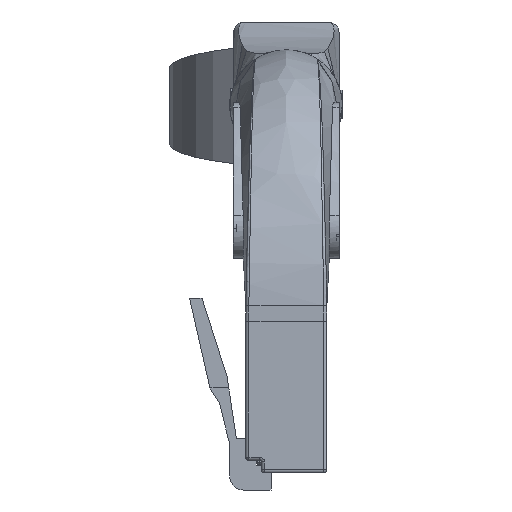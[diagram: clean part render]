
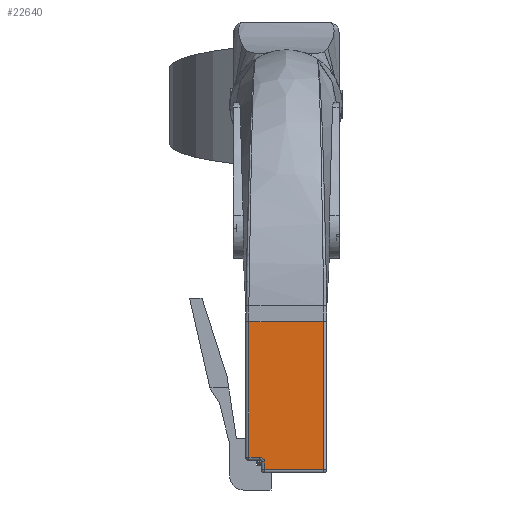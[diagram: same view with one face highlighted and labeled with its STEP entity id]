
A CAD part, left-side view. The second image highlights one B-rep face of the part: STEP entity #22640.
In plain terms, the highlighted face is planar.
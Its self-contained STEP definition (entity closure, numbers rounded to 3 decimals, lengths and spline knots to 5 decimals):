
#2088 = AXIS2_PLACEMENT_3D ( 'NONE', #18320, #18317, #18324 ) ;
#2387 = VERTEX_POINT ( 'NONE', #4836 ) ;
#2430 = VERTEX_POINT ( 'NONE', #4845 ) ;
#2476 = VERTEX_POINT ( 'NONE', #6415 ) ;
#2546 = VERTEX_POINT ( 'NONE', #6443 ) ;
#2548 = VERTEX_POINT ( 'NONE', #6445 ) ;
#2567 = VERTEX_POINT ( 'NONE', #6461 ) ;
#4056 = FACE_OUTER_BOUND ( 'NONE', #26859, .T. ) ;
#4836 = CARTESIAN_POINT ( 'NONE',  ( 0.23, 0.07, -0.01 ) ) ;
#4845 = CARTESIAN_POINT ( 'NONE',  ( 0.23, -0.12, -0.01 ) ) ;
#6415 = CARTESIAN_POINT ( 'NONE',  ( 0.23, 0.085, -0.05 ) ) ;
#6443 = CARTESIAN_POINT ( 'NONE',  ( 0.23, 0.12, -0.485 ) ) ;
#6445 = CARTESIAN_POINT ( 'NONE',  ( 0.23, -0.12, -0.485 ) ) ;
#6461 = CARTESIAN_POINT ( 'NONE',  ( 0.23, 0.12, -0.05 ) ) ;
#18317 = DIRECTION ( 'NONE',  ( 1., 0., 0. ) ) ;
#18320 = CARTESIAN_POINT ( 'NONE',  ( 0.23, 0.13, -0.485 ) ) ;
#18322 = PLANE ( 'NONE',  #2088 ) ;
#18324 = DIRECTION ( 'NONE',  ( 0., 1., 0. ) ) ;
#19809 = ORIENTED_EDGE ( 'NONE', *, *, #28685, .T. ) ;
#19810 = ORIENTED_EDGE ( 'NONE', *, *, #28686, .T. ) ;
#19811 = ORIENTED_EDGE ( 'NONE', *, *, #28623, .T. ) ;
#19812 = ORIENTED_EDGE ( 'NONE', *, *, #28687, .T. ) ;
#19813 = ORIENTED_EDGE ( 'NONE', *, *, #28688, .T. ) ;
#19814 = ORIENTED_EDGE ( 'NONE', *, *, #28689, .T. ) ;
#19815 = ORIENTED_EDGE ( 'NONE', *, *, #28690, .T. ) ;
#22640 = ADVANCED_FACE ( 'NONE', ( #4056 ), #18322, .T. ) ;
#26859 = EDGE_LOOP ( 'NONE', ( #19809, #19810, #19811, #19812, #19813, #19814, #19815 ) ) ;
#27068 = VERTEX_POINT ( 'NONE', #33225 ) ;
#28005 = AXIS2_PLACEMENT_3D ( 'NONE', #33826, #33827, #33828 ) ;
#28623 = EDGE_CURVE ( 'NONE', #2548, #2546, #31159, .T. ) ;
#28685 = EDGE_CURVE ( 'NONE', #2387, #2430, #31273, .T. ) ;
#28686 = EDGE_CURVE ( 'NONE', #2430, #2548, #31275, .T. ) ;
#28687 = EDGE_CURVE ( 'NONE', #2546, #2567, #31277, .T. ) ;
#28688 = EDGE_CURVE ( 'NONE', #2567, #2476, #31279, .T. ) ;
#28689 = EDGE_CURVE ( 'NONE', #2476, #27068, #31281, .T. ) ;
#28690 = EDGE_CURVE ( 'NONE', #27068, #2387, #31283, .T. ) ;
#31159 = LINE ( 'NONE', #33679, #31161 ) ;
#31161 = VECTOR ( 'NONE', #33675, 39.37008 ) ;
#31273 = LINE ( 'NONE', #33816, #31276 ) ;
#31275 = LINE ( 'NONE', #33818, #31278 ) ;
#31276 = VECTOR ( 'NONE', #33817, 39.37008 ) ;
#31277 = LINE ( 'NONE', #33820, #31280 ) ;
#31278 = VECTOR ( 'NONE', #33819, 39.37008 ) ;
#31279 = LINE ( 'NONE', #33822, #31282 ) ;
#31280 = VECTOR ( 'NONE', #33821, 39.37008 ) ;
#31281 = CIRCLE ( 'NONE', #28005, 0.015 ) ;
#31282 = VECTOR ( 'NONE', #33823, 39.37008 ) ;
#31283 = LINE ( 'NONE', #33801, #31285 ) ;
#31285 = VECTOR ( 'NONE', #33802, 39.37008 ) ;
#33225 = CARTESIAN_POINT ( 'NONE',  ( 0.23, 0.07, -0.035 ) ) ;
#33675 = DIRECTION ( 'NONE',  ( 0., 1., 0. ) ) ;
#33679 = CARTESIAN_POINT ( 'NONE',  ( 0.23, 0.13, -0.485 ) ) ;
#33801 = CARTESIAN_POINT ( 'NONE',  ( 0.23, 0.07, -0.485 ) ) ;
#33802 = DIRECTION ( 'NONE',  ( 0., 0., 1. ) ) ;
#33816 = CARTESIAN_POINT ( 'NONE',  ( 0.23, 0.13, -0.01 ) ) ;
#33817 = DIRECTION ( 'NONE',  ( 0., -1., 0. ) ) ;
#33818 = CARTESIAN_POINT ( 'NONE',  ( 0.23, -0.12, -0.485 ) ) ;
#33819 = DIRECTION ( 'NONE',  ( 0., 0., -1. ) ) ;
#33820 = CARTESIAN_POINT ( 'NONE',  ( 0.23, 0.12, -0.485 ) ) ;
#33821 = DIRECTION ( 'NONE',  ( 0., 0., 1. ) ) ;
#33822 = CARTESIAN_POINT ( 'NONE',  ( 0.23, 0.13, -0.05 ) ) ;
#33823 = DIRECTION ( 'NONE',  ( 0., -1., 0. ) ) ;
#33826 = CARTESIAN_POINT ( 'NONE',  ( 0.23, 0.085, -0.035 ) ) ;
#33827 = DIRECTION ( 'NONE',  ( -1., 0., 0. ) ) ;
#33828 = DIRECTION ( 'NONE',  ( 0., 1., 0. ) ) ;
